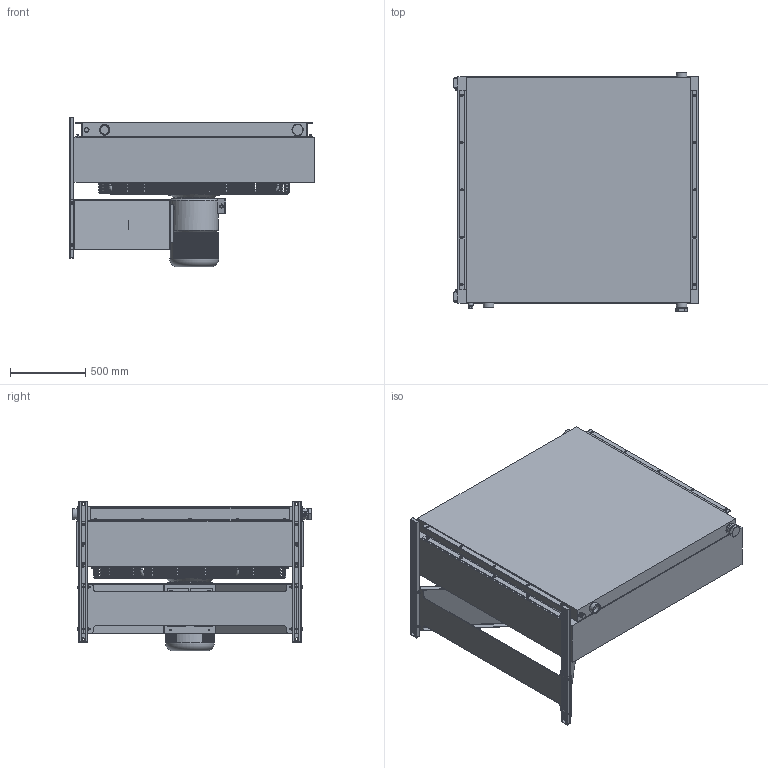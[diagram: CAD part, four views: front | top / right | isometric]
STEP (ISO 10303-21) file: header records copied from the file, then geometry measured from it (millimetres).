
FILE_DESCRIPTION( ( 'Unknown' ), '1' );
FILE_NAME( 'LAC-200-8-A.stp', 'Unknown', ( 'bd' ), ( 'Unknown' ), 'PSStep 14.0', 'Unknown', ' ' );
FILE_SCHEMA( ( 'AUTOMOTIVE_DESIGN { 1 0 10303 214 1 1 1 1 }' ) );
Length unit declared in the file: millimetre
Products named in the file (210): Assem1; LAC-200-8-A_215; LAC-200-8-A_0_0; LAC-200-8-A_1_0; LAC-200-8-A_2_0; LAC-200-8-A_3_0; LAC-200-8-A_4_0; LAC-200-8-A_5_0; LAC-200-8-A_6_0; LAC-200-8-A_7_0; LAC-200-8-A_8_0; LAC-200-8-A_9_0; LAC-200-8-A_10_0; LAC-200-8-A_11_0; LAC-200-8-A_12_0; LAC-200-8-A_13_0; LAC-200-8-A_14_0; LAC-200-8-A_15_0; LAC-200-8-A_16_0; LAC-200-8-A_17_0; LAC-200-8-A_18_0; LAC-200-8-A_19_0; LAC-200-8-A_20_0; LAC-200-8-A_21_0; LAC-200-8-A_22_0; LAC-200-8-A_23_0; LAC-200-8-A_24_0; LAC-200-8-A_25_0; LAC-200-8-A_26_0; LAC-200-8-A_27_0; LAC-200-8-A_28_0; LAC-200-8-A_29_0; LAC-200-8-A_30_0; LAC-200-8-A_31_0; LAC-200-8-A_32_0; LAC-200-8-A_33_0; LAC-200-8-A_34_0; LAC-200-8-A_35_0; LAC-200-8-A_36_0; LAC-200-8-A_37_0 ...
Assembly tree (209 placements, depth 2):
  Assem1
    LAC-200-8-A_215
    LAC-200-8-A_0_0
    LAC-200-8-A_1_0
    LAC-200-8-A_2_0
    LAC-200-8-A_3_0
    LAC-200-8-A_4_0
    LAC-200-8-A_5_0
    LAC-200-8-A_6_0
    LAC-200-8-A_7_0
    LAC-200-8-A_8_0
    LAC-200-8-A_9_0
    LAC-200-8-A_10_0
    LAC-200-8-A_11_0
    LAC-200-8-A_12_0
    LAC-200-8-A_13_0
    LAC-200-8-A_14_0
    LAC-200-8-A_15_0
    LAC-200-8-A_16_0
    LAC-200-8-A_17_0
    LAC-200-8-A_18_0
    LAC-200-8-A_19_0
    LAC-200-8-A_20_0
    LAC-200-8-A_21_0
    LAC-200-8-A_22_0
    LAC-200-8-A_23_0
    LAC-200-8-A_24_0
    LAC-200-8-A_25_0
    LAC-200-8-A_26_0
    LAC-200-8-A_27_0
    LAC-200-8-A_28_0
    LAC-200-8-A_29_0
    LAC-200-8-A_30_0
    LAC-200-8-A_31_0
    LAC-200-8-A_32_0
    LAC-200-8-A_33_0
    LAC-200-8-A_34_0
    LAC-200-8-A_35_0
    LAC-200-8-A_36_0
    LAC-200-8-A_37_0
    LAC-200-8-A_38_0
    LAC-200-8-A_39_0
    LAC-200-8-A_40_0
    LAC-200-8-A_41_0
    LAC-200-8-A_42_0
    LAC-200-8-A_43_0
    LAC-200-8-A_44_0
    LAC-200-8-A_45_0
    LAC-200-8-A_46_0
    LAC-200-8-A_47_0
    LAC-200-8-A_48_0
    LAC-200-8-A_49_0
    LAC-200-8-A_50_0
    LAC-200-8-A_51_0
    LAC-200-8-A_52_0
    LAC-200-8-A_53_0
    LAC-200-8-A_54_0
    LAC-200-8-A_55_0
    LAC-200-8-A_56_0
    LAC-200-8-A_57_0
Bounding box: 1630.8 x 1589.5 x 998.31 mm (x, y, z)
Volume: 987233678.6 mm3; surface area: 18643250.4 mm2
Topology: 209 solids, 209 shells, 2468 faces, 5487 edges, 3434 vertices
Faces by surface type: plane 1419, cylinder 597, cone 303, torus 149
Full cylindrical faces by diameter (mm): 5 x66, 6 x2, 6.647 x4, 8 x18, 8.4 x14, 9 x6, 10 x10, 10.5 x10, 11 x4, 11.6 x4, 11.63 x10, 12 x17, 13 x26, 15 x4, 16 x29, 16.63 x4, 17 x9, 17.4 x8, 18 x4, 18.235 x1, 18.631 x2, 19 x1, 20 x21, 20.955 x1, 21 x2, 24 x12, 28.5 x1, 32 x1, 42.275 x1, 45.2 x1
Entity records: 87633 total; most frequent: CARTESIAN_POINT 14078, DIRECTION 10963, ORIENTED_EDGE 9238, EDGE_CURVE 4619, AXIS2_PLACEMENT_3D 4337, EDGE_LOOP 3395, VERTEX_POINT 3234, FACE_OUTER_BOUND 2839
